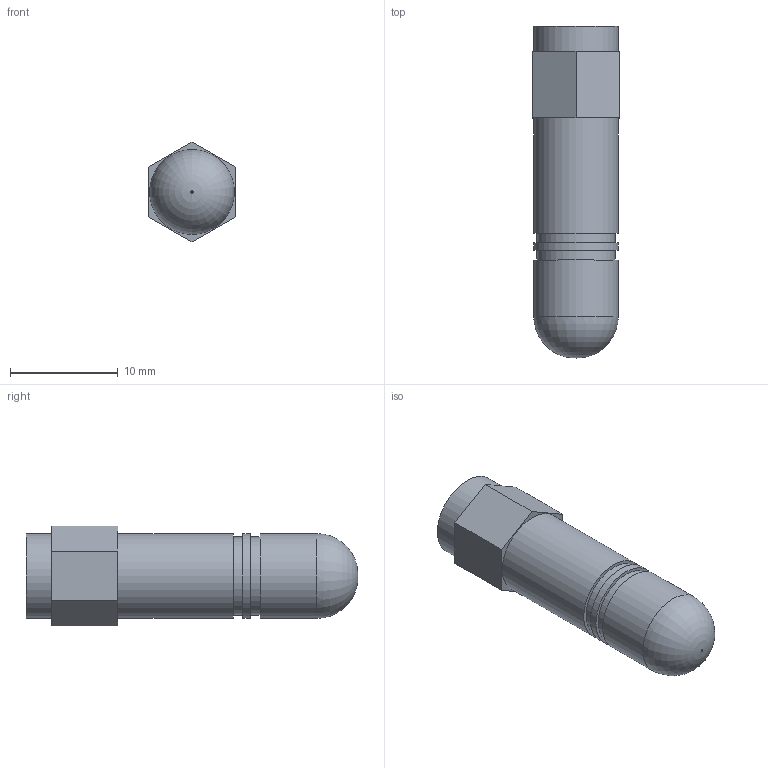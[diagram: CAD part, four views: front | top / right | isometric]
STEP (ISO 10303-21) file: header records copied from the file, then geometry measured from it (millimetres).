
FILE_DESCRIPTION (( 'STEP AP214' ), '1' );
FILE_NAME ('SE-ANT210.STEP', '2017-08-14T17:41:30', ( '' ), ( '' ), 'SwSTEP 2.0', 'SolidWorks 2017', '' );
FILE_SCHEMA (( 'AUTOMOTIVE_DESIGN' ));
Length unit declared in the file: inch
Products named in the file (1): SE-ANT210
Bounding box: 8 x 30.73 x 9.24 mm (x, y, z)
Volume: 1363.4 mm3; surface area: 1143.2 mm2
Topology: 1 solids, 1 shells, 44 faces, 95 edges, 63 vertices
Faces by surface type: plane 26, cylinder 14, bspline 3, torus 1
Full cylindrical faces by diameter (mm): 0.338 x1, 5.131 x1, 5.791 x5, 7.239 x2, 7.823 x1, 7.849 x3
Entity records: 2026 total; most frequent: CARTESIAN_POINT 809, DIRECTION 153, ORIENTED_EDGE 134, EDGE_CURVE 67, EDGE_LOOP 59, AXIS2_PLACEMENT_3D 56, VERTEX_POINT 50, FACE_OUTER_BOUND 49
